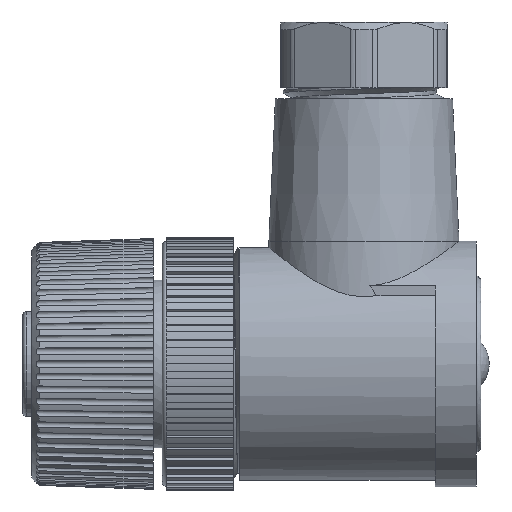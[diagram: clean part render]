
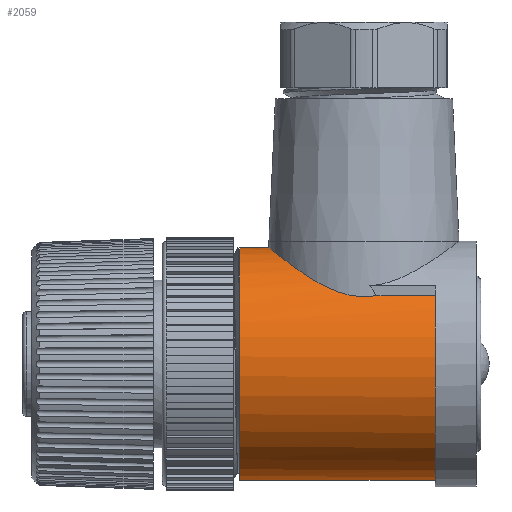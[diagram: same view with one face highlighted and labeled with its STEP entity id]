
A CAD part, front view. The second image highlights one B-rep face of the part: STEP entity #2059.
In plain terms, the highlighted cylindrical face has radius 9 mm (diameter 18 mm), a full revolution.
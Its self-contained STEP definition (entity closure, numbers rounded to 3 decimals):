
#188=LINE('',#12891,#739);
#189=LINE('',#12912,#740);
#739=VECTOR('',#10212,1.);
#740=VECTOR('',#10213,1.);
#1291=CYLINDRICAL_SURFACE('',#9164,9.);
#1989=ELLIPSE('',#9162,9.,9.);
#2059=ADVANCED_FACE('',(#3088,#3089),#1291,.T.);
#2807=B_SPLINE_CURVE_WITH_KNOTS('',3,(#12893,#12894,#12895,#12896,#12897,
#12898,#12899,#12900,#12901,#12902,#12903,#12904,#12905,#12906,#12907,#12908,
#12909,#12910),.UNSPECIFIED.,.F.,.F.,(4,2,2,2,2,2,2,2,4),(0.,0.125,0.25,
0.375,0.5,0.625,0.75,0.875,1.),.UNSPECIFIED.);
#2808=B_SPLINE_CURVE_WITH_KNOTS('',3,(#12913,#12914,#12915,#12916,#12917,
#12918,#12919,#12920,#12921,#12922,#12923,#12924,#12925,#12926),
 .UNSPECIFIED.,.F.,.F.,(4,2,2,2,2,2,4),(0.,0.125,0.25,0.375,0.5,0.75,1.),
 .UNSPECIFIED.);
#2809=B_SPLINE_CURVE_WITH_KNOTS('',3,(#12931,#12932,#12933,#12934,#12935,
#12936,#12937,#12938,#12939,#12940,#12941,#12942,#12943,#12944,#12945,#12946),
 .UNSPECIFIED.,.F.,.F.,(4,2,2,2,2,2,2,4),(0.,0.125,0.25,0.375,0.5,0.625,
0.75,1.),.UNSPECIFIED.);
#3088=FACE_BOUND('',#3170,.T.);
#3089=FACE_BOUND('',#3171,.T.);
#3170=EDGE_LOOP('',(#3740,#3741,#3742,#3743));
#3171=EDGE_LOOP('',(#3744,#3745,#3746,#3747));
#3740=ORIENTED_EDGE('',*,*,#7345,.F.);
#3741=ORIENTED_EDGE('',*,*,#7346,.T.);
#3742=ORIENTED_EDGE('',*,*,#7347,.F.);
#3743=ORIENTED_EDGE('',*,*,#7348,.T.);
#3744=ORIENTED_EDGE('',*,*,#7349,.F.);
#3745=ORIENTED_EDGE('',*,*,#7350,.T.);
#3746=ORIENTED_EDGE('',*,*,#7351,.F.);
#3747=ORIENTED_EDGE('',*,*,#7352,.T.);
#6462=VERTEX_POINT('',#12889);
#6463=VERTEX_POINT('',#12890);
#6464=VERTEX_POINT('',#12892);
#6465=VERTEX_POINT('',#12911);
#6466=VERTEX_POINT('',#12927);
#6467=VERTEX_POINT('',#12928);
#6468=VERTEX_POINT('',#12930);
#6469=VERTEX_POINT('',#12947);
#7345=EDGE_CURVE('',#6462,#6463,#8701,.T.);
#7346=EDGE_CURVE('',#6462,#6464,#188,.T.);
#7347=EDGE_CURVE('',#6465,#6464,#2807,.T.);
#7348=EDGE_CURVE('',#6465,#6463,#189,.T.);
#7349=EDGE_CURVE('',#6466,#6467,#2808,.T.);
#7350=EDGE_CURVE('',#6466,#6468,#1989,.T.);
#7351=EDGE_CURVE('',#6469,#6468,#2809,.T.);
#7352=EDGE_CURVE('',#6469,#6467,#8702,.T.);
#8701=CIRCLE('',#9161,9.);
#8702=CIRCLE('',#9163,9.);
#9161=AXIS2_PLACEMENT_3D('',#12888,#10210,#10211);
#9162=AXIS2_PLACEMENT_3D('',#12929,#10214,#10215);
#9163=AXIS2_PLACEMENT_3D('',#12948,#10216,#10217);
#9164=AXIS2_PLACEMENT_3D('',#12949,#10218,#10219);
#10210=DIRECTION('',(1.,0.,0.));
#10211=DIRECTION('',(0.,-1.,0.));
#10212=DIRECTION('',(-1.,0.,0.));
#10213=DIRECTION('',(1.,0.,0.));
#10214=DIRECTION('',(1.,0.,0.));
#10215=DIRECTION('',(0.,0.992,0.124));
#10216=DIRECTION('',(1.,0.,0.));
#10217=DIRECTION('',(0.,0.,-1.));
#10218=DIRECTION('',(1.,0.,0.));
#10219=DIRECTION('',(0.,-1.,0.));
#12888=CARTESIAN_POINT('',(36.7,0.,0.));
#12889=CARTESIAN_POINT('',(36.7,-7.291,5.277));
#12890=CARTESIAN_POINT('',(36.7,7.291,5.277));
#12891=CARTESIAN_POINT('',(34.415,-7.291,5.277));
#12892=CARTESIAN_POINT('',(32.13,-7.291,5.277));
#12893=CARTESIAN_POINT('',(32.13,7.291,5.277));
#12894=CARTESIAN_POINT('',(31.053,7.428,5.087));
#12895=CARTESIAN_POINT('',(29.904,7.308,5.278));
#12896=CARTESIAN_POINT('',(27.951,6.672,6.061));
#12897=CARTESIAN_POINT('',(27.1,6.179,6.595));
#12898=CARTESIAN_POINT('',(25.624,4.888,7.601));
#12899=CARTESIAN_POINT('',(25.011,4.101,8.075));
#12900=CARTESIAN_POINT('',(24.11,2.203,8.785));
#12901=CARTESIAN_POINT('',(23.852,1.11,8.998));
#12902=CARTESIAN_POINT('',(23.848,-1.081,9.002));
#12903=CARTESIAN_POINT('',(24.104,-2.183,8.789));
#12904=CARTESIAN_POINT('',(24.997,-4.079,8.086));
#12905=CARTESIAN_POINT('',(25.621,-4.884,7.604));
#12906=CARTESIAN_POINT('',(27.095,-6.175,6.598));
#12907=CARTESIAN_POINT('',(27.944,-6.669,6.064));
#12908=CARTESIAN_POINT('',(29.9,-7.307,5.279));
#12909=CARTESIAN_POINT('',(31.058,-7.428,5.088));
#12910=CARTESIAN_POINT('',(32.13,-7.291,5.277));
#12911=CARTESIAN_POINT('',(32.13,7.291,5.277));
#12912=CARTESIAN_POINT('',(34.415,7.291,5.277));
#12913=CARTESIAN_POINT('',(21.1,1.35,-8.898));
#12914=CARTESIAN_POINT('',(21.121,2.898,-8.663));
#12915=CARTESIAN_POINT('',(21.142,4.395,-8.009));
#12916=CARTESIAN_POINT('',(21.183,6.849,-6.047));
#12917=CARTESIAN_POINT('',(21.204,7.809,-4.742));
#12918=CARTESIAN_POINT('',(21.246,8.953,-1.819));
#12919=CARTESIAN_POINT('',(21.267,9.133,-0.194));
#12920=CARTESIAN_POINT('',(21.308,8.662,2.903));
#12921=CARTESIAN_POINT('',(21.329,8.014,4.388));
#12922=CARTESIAN_POINT('',(21.392,5.064,8.08));
#12923=CARTESIAN_POINT('',(21.433,1.779,9.374));
#12924=CARTESIAN_POINT('',(21.517,-4.483,8.422));
#12925=CARTESIAN_POINT('',(21.558,-7.224,6.235));
#12926=CARTESIAN_POINT('',(21.6,-8.381,3.281));
#12927=CARTESIAN_POINT('',(21.1,1.35,-8.898));
#12928=CARTESIAN_POINT('',(21.6,-8.381,3.281));
#12929=CARTESIAN_POINT('',(21.1,0.,0.));
#12930=CARTESIAN_POINT('',(21.1,2.563,-8.627));
#12931=CARTESIAN_POINT('',(21.6,-8.753,2.094));
#12932=CARTESIAN_POINT('',(21.579,-8.384,3.636));
#12933=CARTESIAN_POINT('',(21.558,-7.612,5.054));
#12934=CARTESIAN_POINT('',(21.516,-5.438,7.343));
#12935=CARTESIAN_POINT('',(21.496,-4.056,8.185));
#12936=CARTESIAN_POINT('',(21.454,-1.056,9.074));
#12937=CARTESIAN_POINT('',(21.433,0.576,9.118));
#12938=CARTESIAN_POINT('',(21.392,3.632,8.383));
#12939=CARTESIAN_POINT('',(21.371,5.055,7.61));
#12940=CARTESIAN_POINT('',(21.329,7.33,5.452));
#12941=CARTESIAN_POINT('',(21.308,8.185,4.058));
#12942=CARTESIAN_POINT('',(21.267,9.074,1.054));
#12943=CARTESIAN_POINT('',(21.246,9.119,-0.565));
#12944=CARTESIAN_POINT('',(21.183,8.02,-5.155));
#12945=CARTESIAN_POINT('',(21.142,5.594,-7.727));
#12946=CARTESIAN_POINT('',(21.1,2.563,-8.627));
#12947=CARTESIAN_POINT('',(21.6,-8.753,2.094));
#12948=CARTESIAN_POINT('',(21.6,0.,0.));
#12949=CARTESIAN_POINT('',(17.9,0.,0.));
